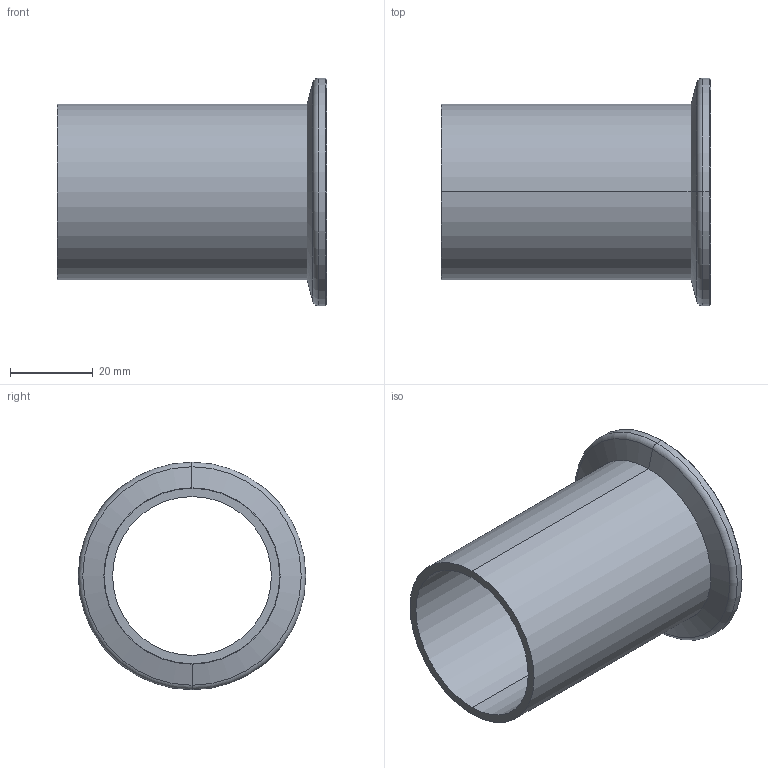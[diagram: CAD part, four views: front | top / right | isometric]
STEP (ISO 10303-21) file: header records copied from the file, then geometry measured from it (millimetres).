
FILE_DESCRIPTION (( 'STEP AP214' ), '1' );
FILE_NAME ('Hositrad_KO40-42.STEP', '2011-09-27T11:48:19', ( '' ), ( '' ), 'SwSTEP 2.0', 'SolidWorks 2011', '' );
FILE_SCHEMA (( 'AUTOMOTIVE_DESIGN' ));
Length unit declared in the file: millimetre
Products named in the file (3): Hositrad_KO40-42; KF40-42.4WS; Tube-KF40-All_D42-L61,5
Assembly tree (2 placements, depth 2):
  Hositrad_KO40-42
    Tube-KF40-All_D42-L61,5
    KF40-42.4WS
Bounding box: 65 x 55 x 55 mm (x, y, z)
Volume: 19596.7 mm3; surface area: 19504.2 mm2
Topology: 2 solids, 2 shells, 25 faces, 50 edges, 30 vertices
Faces by surface type: cylinder 12, cone 6, plane 5, torus 2
Entity records: 774 total; most frequent: DIRECTION 142, CARTESIAN_POINT 110, ORIENTED_EDGE 100, AXIS2_PLACEMENT_3D 62, EDGE_CURVE 50, CIRCLE 32, VERTEX_POINT 30, EDGE_LOOP 30
